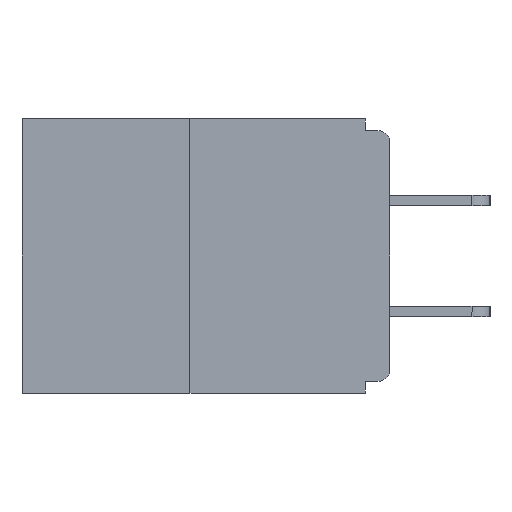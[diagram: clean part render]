
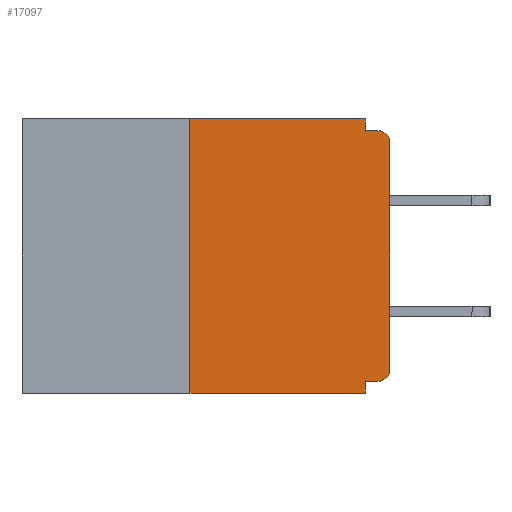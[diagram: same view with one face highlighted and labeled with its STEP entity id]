
A CAD part, left-side view. The second image highlights one B-rep face of the part: STEP entity #17097.
In plain terms, the highlighted planar face has unit normal (-1, 0, 0).
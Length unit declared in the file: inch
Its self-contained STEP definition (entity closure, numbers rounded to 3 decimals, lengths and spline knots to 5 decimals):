
#198 = EDGE_CURVE ( 'NONE', #10794, #633, #12599, .T. ) ;
#633 = VERTEX_POINT ( 'NONE', #16373 ) ;
#838 = CARTESIAN_POINT ( 'NONE',  ( 0., 0.015, -0.313 ) ) ;
#967 = DIRECTION ( 'NONE',  ( 0., 0., -1. ) ) ;
#2828 = DIRECTION ( 'NONE',  ( 0., 0., -1. ) ) ;
#3368 = CARTESIAN_POINT ( 'NONE',  ( 0., 0.031, -0.343 ) ) ;
#4020 = ORIENTED_EDGE ( 'NONE', *, *, #11284, .T. ) ;
#4267 = CARTESIAN_POINT ( 'NONE',  ( 0., 0.015, -0.015 ) ) ;
#4299 = EDGE_CURVE ( 'NONE', #10794, #17170, #4322, .T. ) ;
#4322 = LINE ( 'NONE', #21099, #13945 ) ;
#4688 = CARTESIAN_POINT ( 'NONE',  ( 0., 0.031, 0. ) ) ;
#5137 = ORIENTED_EDGE ( 'NONE', *, *, #12021, .F. ) ;
#6152 = VECTOR ( 'NONE', #23991, 39.37008 ) ;
#6180 = EDGE_CURVE ( 'NONE', #17178, #7493, #7775, .T. ) ;
#6327 = AXIS2_PLACEMENT_3D ( 'NONE', #10115, #23186, #967 ) ;
#6432 = CARTESIAN_POINT ( 'NONE',  ( 0., 0., -0.03 ) ) ;
#6652 = DIRECTION ( 'NONE',  ( 0., 0., -1. ) ) ;
#6833 = DIRECTION ( 'NONE',  ( 0., 0., 1. ) ) ;
#6881 = DIRECTION ( 'NONE',  ( 0., 0., -1. ) ) ;
#7062 = CARTESIAN_POINT ( 'NONE',  ( 0., 0.031, -0.343 ) ) ;
#7201 = CIRCLE ( 'NONE', #17226, 0.015 ) ;
#7493 = VERTEX_POINT ( 'NONE', #4267 ) ;
#7775 = LINE ( 'NONE', #19294, #15975 ) ;
#7922 = CIRCLE ( 'NONE', #6327, 0.015 ) ;
#7986 = ORIENTED_EDGE ( 'NONE', *, *, #4299, .T. ) ;
#8260 = CARTESIAN_POINT ( 'NONE',  ( 0., 0.25, -0.343 ) ) ;
#8354 = PLANE ( 'NONE',  #11131 ) ;
#8426 = VERTEX_POINT ( 'NONE', #8804 ) ;
#8428 = VERTEX_POINT ( 'NONE', #14362 ) ;
#8804 = CARTESIAN_POINT ( 'NONE',  ( 0., 0.031, 0. ) ) ;
#9145 = LINE ( 'NONE', #22308, #22863 ) ;
#10078 = DIRECTION ( 'NONE',  ( 0., 1., 0. ) ) ;
#10115 = CARTESIAN_POINT ( 'NONE',  ( 0., 0.015, -0.03 ) ) ;
#10180 = EDGE_CURVE ( 'NONE', #633, #8426, #9145, .T. ) ;
#10357 = LINE ( 'NONE', #4688, #21744 ) ;
#10365 = EDGE_CURVE ( 'NONE', #8426, #17178, #10357, .T. ) ;
#10502 = ORIENTED_EDGE ( 'NONE', *, *, #15493, .T. ) ;
#10794 = VERTEX_POINT ( 'NONE', #8260 ) ;
#10877 = VECTOR ( 'NONE', #15491, 39.37008 ) ;
#11131 = AXIS2_PLACEMENT_3D ( 'NONE', #13825, #13996, #2828 ) ;
#11135 = LINE ( 'NONE', #3368, #6152 ) ;
#11284 = EDGE_CURVE ( 'NONE', #15884, #20784, #12636, .T. ) ;
#12021 = EDGE_CURVE ( 'NONE', #14275, #17170, #11135, .T. ) ;
#12122 = ORIENTED_EDGE ( 'NONE', *, *, #20763, .T. ) ;
#12220 = ORIENTED_EDGE ( 'NONE', *, *, #6180, .F. ) ;
#12599 = LINE ( 'NONE', #14350, #23129 ) ;
#12636 = LINE ( 'NONE', #20636, #10877 ) ;
#13615 = ORIENTED_EDGE ( 'NONE', *, *, #198, .F. ) ;
#13818 = VECTOR ( 'NONE', #10078, 39.37008 ) ;
#13825 = CARTESIAN_POINT ( 'NONE',  ( 0., 0.46, 0. ) ) ;
#13945 = VECTOR ( 'NONE', #17054, 39.37008 ) ;
#13996 = DIRECTION ( 'NONE',  ( 1., 0., 0. ) ) ;
#14275 = VERTEX_POINT ( 'NONE', #18319 ) ;
#14350 = CARTESIAN_POINT ( 'NONE',  ( 0., 0.25, 0. ) ) ;
#14362 = CARTESIAN_POINT ( 'NONE',  ( 0., 0.015, -0.328 ) ) ;
#14537 = ORIENTED_EDGE ( 'NONE', *, *, #19936, .F. ) ;
#14954 = DIRECTION ( 'NONE',  ( 0., -1., 0. ) ) ;
#15491 = DIRECTION ( 'NONE',  ( 0., 0., 1. ) ) ;
#15493 = EDGE_CURVE ( 'NONE', #8428, #15884, #7201, .T. ) ;
#15573 = CARTESIAN_POINT ( 'NONE',  ( 0., 0., -0.313 ) ) ;
#15884 = VERTEX_POINT ( 'NONE', #15573 ) ;
#15975 = VECTOR ( 'NONE', #23312, 39.37008 ) ;
#16164 = ORIENTED_EDGE ( 'NONE', *, *, #10180, .F. ) ;
#16373 = CARTESIAN_POINT ( 'NONE',  ( 0., 0.25, 0. ) ) ;
#17054 = DIRECTION ( 'NONE',  ( 0., -1., 0. ) ) ;
#17097 = ADVANCED_FACE ( 'NONE', ( #20667 ), #8354, .F. ) ;
#17170 = VERTEX_POINT ( 'NONE', #7062 ) ;
#17178 = VERTEX_POINT ( 'NONE', #21766 ) ;
#17226 = AXIS2_PLACEMENT_3D ( 'NONE', #838, #23746, #6881 ) ;
#18319 = CARTESIAN_POINT ( 'NONE',  ( 0., 0.031, -0.328 ) ) ;
#19059 = CARTESIAN_POINT ( 'NONE',  ( 0., 0., -0.328 ) ) ;
#19294 = CARTESIAN_POINT ( 'NONE',  ( 0., 0., -0.015 ) ) ;
#19936 = EDGE_CURVE ( 'NONE', #8428, #14275, #22021, .T. ) ;
#20636 = CARTESIAN_POINT ( 'NONE',  ( 0., 0., 0. ) ) ;
#20667 = FACE_OUTER_BOUND ( 'NONE', #22873, .T. ) ;
#20672 = ORIENTED_EDGE ( 'NONE', *, *, #10365, .F. ) ;
#20763 = EDGE_CURVE ( 'NONE', #20784, #7493, #7922, .T. ) ;
#20784 = VERTEX_POINT ( 'NONE', #6432 ) ;
#21099 = CARTESIAN_POINT ( 'NONE',  ( 0., 0.46, -0.343 ) ) ;
#21744 = VECTOR ( 'NONE', #6652, 39.37008 ) ;
#21766 = CARTESIAN_POINT ( 'NONE',  ( 0., 0.031, -0.015 ) ) ;
#22021 = LINE ( 'NONE', #19059, #13818 ) ;
#22308 = CARTESIAN_POINT ( 'NONE',  ( 0., 0.46, 0. ) ) ;
#22863 = VECTOR ( 'NONE', #14954, 39.37008 ) ;
#22873 = EDGE_LOOP ( 'NONE', ( #16164, #13615, #7986, #5137, #14537, #10502, #4020, #12122, #12220, #20672 ) ) ;
#23129 = VECTOR ( 'NONE', #6833, 39.37008 ) ;
#23186 = DIRECTION ( 'NONE',  ( -1., 0., 0. ) ) ;
#23312 = DIRECTION ( 'NONE',  ( 0., -1., 0. ) ) ;
#23746 = DIRECTION ( 'NONE',  ( -1., 0., 0. ) ) ;
#23991 = DIRECTION ( 'NONE',  ( 0., 0., -1. ) ) ;
